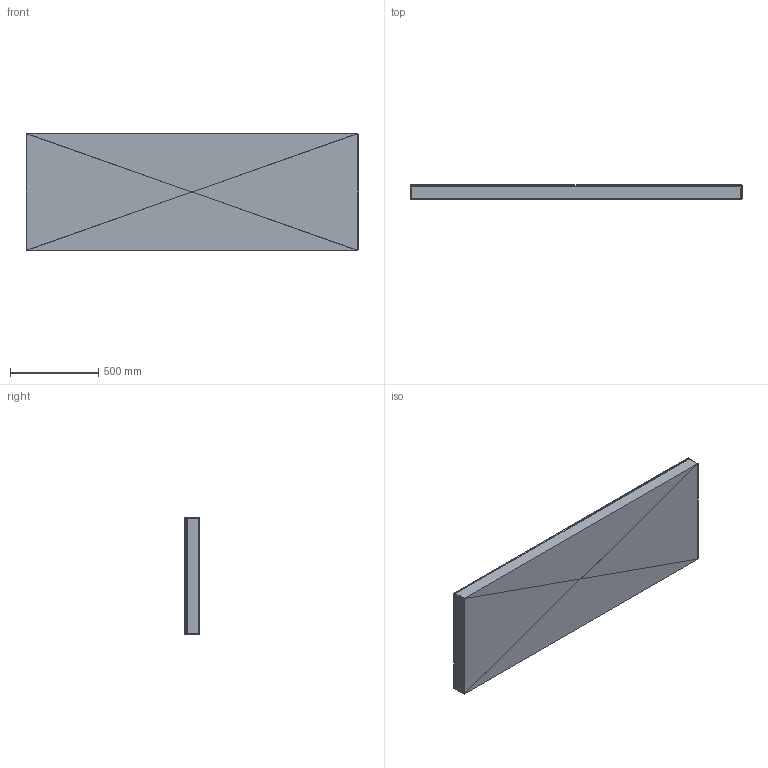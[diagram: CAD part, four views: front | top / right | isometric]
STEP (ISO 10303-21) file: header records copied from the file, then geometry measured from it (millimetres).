
FILE_DESCRIPTION (( 'STEP AP203' ), '1' );
FILE_NAME ('Sunlouger Matress.STEP', '2020-05-27T11:07:40', ( '' ), ( '' ), 'SwSTEP 2.0', 'SolidWorks 2019', '' );
FILE_SCHEMA (( 'CONFIG_CONTROL_DESIGN' ));
Length unit declared in the file: millimetre
Products named in the file (1): Sunlouger Matress
Bounding box: 1884 x 80 x 665 mm (x, y, z)
Volume: 100167596.1 mm3; surface area: 5960665.4 mm2
Topology: 5 solids, 5 shells, 67 faces, 147 edges, 80 vertices
Faces by surface type: cylinder 31, plane 22, sphere 10, bspline 4
Entity records: 2090 total; most frequent: CARTESIAN_POINT 641, DIRECTION 299, ORIENTED_EDGE 274, EDGE_CURVE 137, AXIS2_PLACEMENT_3D 114, VERTEX_POINT 80, LINE 71, VECTOR 71
